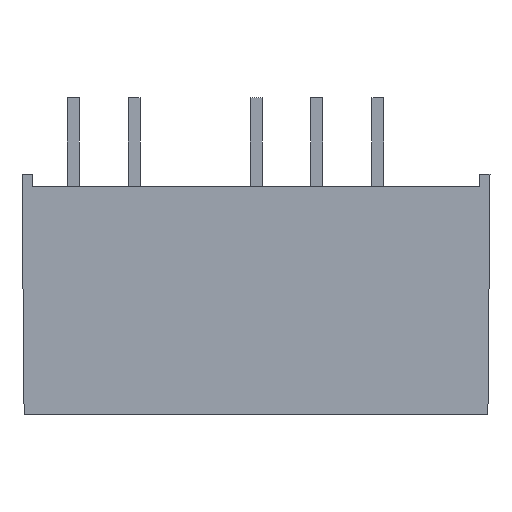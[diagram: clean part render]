
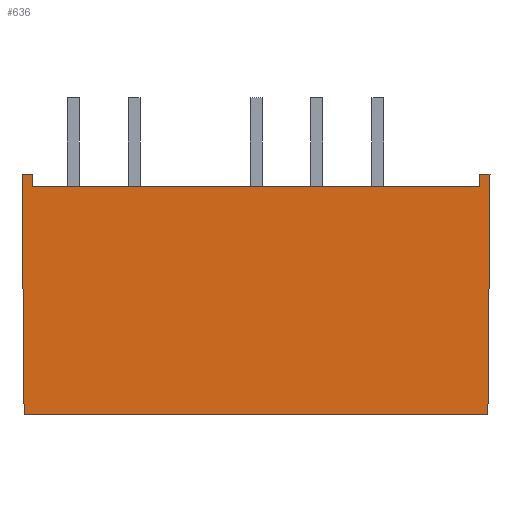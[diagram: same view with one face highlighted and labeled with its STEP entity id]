
A CAD part, front view. The second image highlights one B-rep face of the part: STEP entity #636.
In plain terms, the highlighted planar face has unit normal (0, -1, -0.009).
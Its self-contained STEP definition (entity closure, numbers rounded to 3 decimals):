
#50=FACE_OUTER_BOUND('',#90,.T.);
#90=EDGE_LOOP('',(#543,#544,#545,#546,#547,#548,#549,#550));
#156=LINE('',#965,#240);
#161=LINE('',#974,#245);
#164=LINE('',#980,#248);
#167=LINE('',#986,#251);
#168=LINE('',#989,#252);
#171=LINE('',#995,#255);
#172=LINE('',#997,#256);
#173=LINE('',#998,#257);
#240=VECTOR('',#793,0.5);
#245=VECTOR('',#800,18.65);
#248=VECTOR('',#805,0.5);
#251=VECTOR('',#810,0.425);
#252=VECTOR('',#813,0.425);
#255=VECTOR('',#818,10.001);
#256=VECTOR('',#819,19.325);
#257=VECTOR('',#820,10.001);
#303=VERTEX_POINT('',#961);
#305=VERTEX_POINT('',#964);
#308=VERTEX_POINT('',#972);
#310=VERTEX_POINT('',#978);
#312=VERTEX_POINT('',#984);
#313=VERTEX_POINT('',#988);
#315=VERTEX_POINT('',#994);
#316=VERTEX_POINT('',#996);
#380=EDGE_CURVE('',#305,#303,#156,.T.);
#385=EDGE_CURVE('',#303,#308,#161,.T.);
#388=EDGE_CURVE('',#308,#310,#164,.T.);
#391=EDGE_CURVE('',#310,#312,#167,.T.);
#392=EDGE_CURVE('',#313,#305,#168,.T.);
#395=EDGE_CURVE('',#315,#312,#171,.F.);
#396=EDGE_CURVE('',#315,#316,#172,.F.);
#397=EDGE_CURVE('',#316,#313,#173,.T.);
#543=ORIENTED_EDGE('',*,*,#380,.T.);
#544=ORIENTED_EDGE('',*,*,#385,.T.);
#545=ORIENTED_EDGE('',*,*,#388,.T.);
#546=ORIENTED_EDGE('',*,*,#391,.T.);
#547=ORIENTED_EDGE('',*,*,#395,.F.);
#548=ORIENTED_EDGE('',*,*,#396,.T.);
#549=ORIENTED_EDGE('',*,*,#397,.T.);
#550=ORIENTED_EDGE('',*,*,#392,.T.);
#601=PLANE('',#673);
#636=ADVANCED_FACE('',(#50),#601,.T.);
#673=AXIS2_PLACEMENT_3D('',#993,#816,#817);
#793=DIRECTION('',(0.,0.009,-1.));
#800=DIRECTION('',(-1.,0.,0.));
#805=DIRECTION('',(0.,-0.009,1.));
#810=DIRECTION('',(-1.,0.,0.));
#813=DIRECTION('',(-1.,0.,0.));
#816=DIRECTION('center_axis',(0.,-1.,-0.009));
#817=DIRECTION('ref_axis',(0.,0.009,-1.));
#818=DIRECTION('',(0.009,0.009,-1.));
#819=DIRECTION('',(-1.,0.,0.));
#820=DIRECTION('',(0.009,-0.009,1.));
#961=CARTESIAN_POINT('',(9.325,-3.146,9.5));
#964=CARTESIAN_POINT('',(9.325,-3.15,10.));
#965=CARTESIAN_POINT('',(9.325,-3.106,5.));
#972=CARTESIAN_POINT('',(-9.325,-3.146,9.5));
#974=CARTESIAN_POINT('',(4.875,-3.146,9.5));
#978=CARTESIAN_POINT('',(-9.325,-3.15,10.));
#980=CARTESIAN_POINT('',(-9.325,-3.106,4.973));
#984=CARTESIAN_POINT('',(-9.75,-3.15,10.));
#986=CARTESIAN_POINT('',(-9.75,-3.15,10.));
#988=CARTESIAN_POINT('',(9.75,-3.15,10.));
#989=CARTESIAN_POINT('',(-9.75,-3.15,10.));
#993=CARTESIAN_POINT('Origin',(9.75,-3.063,0.));
#994=CARTESIAN_POINT('',(-9.663,-3.063,0.));
#995=CARTESIAN_POINT('',(-9.662,-3.062,-0.084));
#996=CARTESIAN_POINT('',(9.663,-3.063,0.));
#997=CARTESIAN_POINT('',(4.875,-3.063,0.));
#998=CARTESIAN_POINT('',(9.663,-3.063,-0.026));
